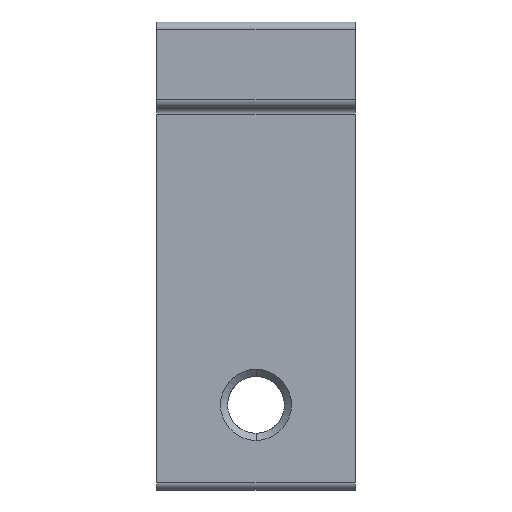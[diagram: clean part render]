
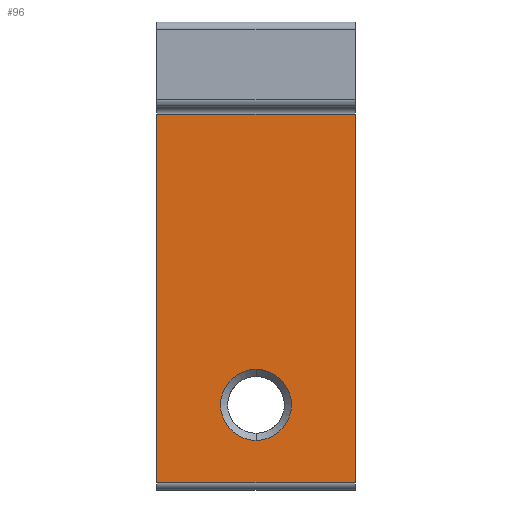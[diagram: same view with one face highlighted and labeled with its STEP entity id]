
A CAD part, left-side view. The second image highlights one B-rep face of the part: STEP entity #96.
In plain terms, the highlighted planar face has unit normal (-1, 0, 0).
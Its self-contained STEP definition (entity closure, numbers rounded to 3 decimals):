
#22 = AXIS2_PLACEMENT_3D ( 'NONE', #122, #752, #388 ) ;
#68 = ORIENTED_EDGE ( 'NONE', *, *, #621, .T. ) ;
#84 = AXIS2_PLACEMENT_3D ( 'NONE', #1556, #1533, #818 ) ;
#96 = ADVANCED_FACE ( 'NONE', ( #1007, #396 ), #885, .T. ) ;
#103 = CARTESIAN_POINT ( 'NONE',  ( -9., 0., 0. ) ) ;
#122 = CARTESIAN_POINT ( 'NONE',  ( -9., 7., -24. ) ) ;
#190 = CIRCLE ( 'NONE', #868, 2.5 ) ;
#201 = CARTESIAN_POINT ( 'NONE',  ( -9., 14., -29.5 ) ) ;
#237 = EDGE_LOOP ( 'NONE', ( #811, #68 ) ) ;
#250 = EDGE_CURVE ( 'NONE', #815, #1351, #337, .T. ) ;
#292 = EDGE_CURVE ( 'NONE', #1109, #881, #1220, .T. ) ;
#337 = LINE ( 'NONE', #201, #1189 ) ;
#388 = DIRECTION ( 'NONE',  ( 0., 0., 1. ) ) ;
#396 = FACE_OUTER_BOUND ( 'NONE', #1208, .T. ) ;
#430 = EDGE_CURVE ( 'NONE', #979, #815, #677, .T. ) ;
#443 = CARTESIAN_POINT ( 'NONE',  ( -9., 0., -3.5 ) ) ;
#470 = CARTESIAN_POINT ( 'NONE',  ( -9., 14., -3.5 ) ) ;
#476 = LINE ( 'NONE', #103, #613 ) ;
#532 = VECTOR ( 'NONE', #1088, 1000. ) ;
#551 = DIRECTION ( 'NONE',  ( 0., 0., -1. ) ) ;
#569 = CARTESIAN_POINT ( 'NONE',  ( -9., 7., -26.5 ) ) ;
#574 = CARTESIAN_POINT ( 'NONE',  ( -9., 0., -29.5 ) ) ;
#577 = CARTESIAN_POINT ( 'NONE',  ( -9., 14., -29.5 ) ) ;
#613 = VECTOR ( 'NONE', #834, 1000. ) ;
#621 = EDGE_CURVE ( 'NONE', #881, #1109, #190, .T. ) ;
#629 = EDGE_CURVE ( 'NONE', #1238, #1351, #476, .T. ) ;
#677 = LINE ( 'NONE', #694, #1018 ) ;
#694 = CARTESIAN_POINT ( 'NONE',  ( -9., 14., 0. ) ) ;
#752 = DIRECTION ( 'NONE',  ( 1., 0., 0. ) ) ;
#811 = ORIENTED_EDGE ( 'NONE', *, *, #292, .T. ) ;
#815 = VERTEX_POINT ( 'NONE', #577 ) ;
#818 = DIRECTION ( 'NONE',  ( 0., 0., 1. ) ) ;
#825 = ORIENTED_EDGE ( 'NONE', *, *, #250, .T. ) ;
#833 = DIRECTION ( 'NONE',  ( 0., -1., 0. ) ) ;
#834 = DIRECTION ( 'NONE',  ( 0., 0., -1. ) ) ;
#868 = AXIS2_PLACEMENT_3D ( 'NONE', #1454, #1595, #1227 ) ;
#881 = VERTEX_POINT ( 'NONE', #569 ) ;
#885 = PLANE ( 'NONE',  #84 ) ;
#933 = ORIENTED_EDGE ( 'NONE', *, *, #1331, .T. ) ;
#957 = LINE ( 'NONE', #1469, #532 ) ;
#979 = VERTEX_POINT ( 'NONE', #470 ) ;
#1007 = FACE_BOUND ( 'NONE', #237, .T. ) ;
#1018 = VECTOR ( 'NONE', #551, 1000. ) ;
#1088 = DIRECTION ( 'NONE',  ( 0., 1., 0. ) ) ;
#1109 = VERTEX_POINT ( 'NONE', #1128 ) ;
#1128 = CARTESIAN_POINT ( 'NONE',  ( -9., 7., -21.5 ) ) ;
#1185 = ORIENTED_EDGE ( 'NONE', *, *, #430, .T. ) ;
#1189 = VECTOR ( 'NONE', #833, 1000. ) ;
#1208 = EDGE_LOOP ( 'NONE', ( #1607, #933, #1185, #825 ) ) ;
#1220 = CIRCLE ( 'NONE', #22, 2.5 ) ;
#1227 = DIRECTION ( 'NONE',  ( 0., 0., 1. ) ) ;
#1238 = VERTEX_POINT ( 'NONE', #443 ) ;
#1331 = EDGE_CURVE ( 'NONE', #1238, #979, #957, .T. ) ;
#1351 = VERTEX_POINT ( 'NONE', #574 ) ;
#1454 = CARTESIAN_POINT ( 'NONE',  ( -9., 7., -24. ) ) ;
#1469 = CARTESIAN_POINT ( 'NONE',  ( -9., 14., -3.5 ) ) ;
#1533 = DIRECTION ( 'NONE',  ( -1., 0., 0. ) ) ;
#1556 = CARTESIAN_POINT ( 'NONE',  ( -9., 14., 0. ) ) ;
#1595 = DIRECTION ( 'NONE',  ( 1., 0., 0. ) ) ;
#1607 = ORIENTED_EDGE ( 'NONE', *, *, #629, .F. ) ;
